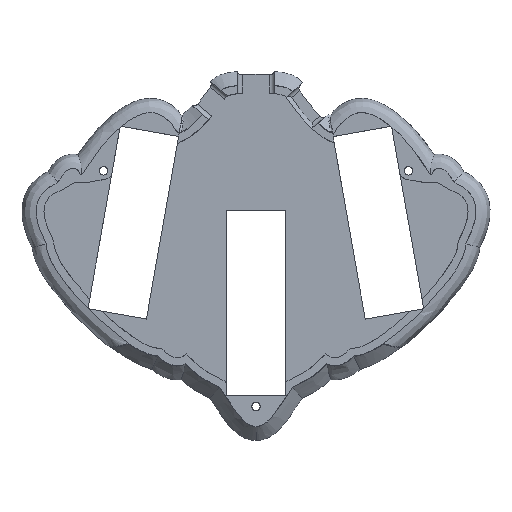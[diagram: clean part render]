
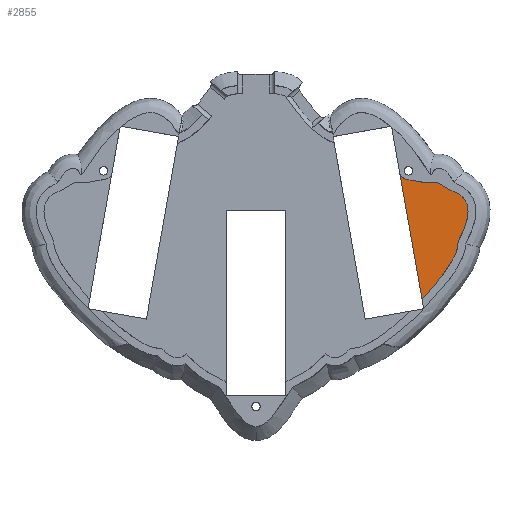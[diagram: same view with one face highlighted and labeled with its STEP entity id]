
A CAD part, top view. The second image highlights one B-rep face of the part: STEP entity #2855.
In plain terms, the highlighted planar face has unit normal (0, 0, 1).
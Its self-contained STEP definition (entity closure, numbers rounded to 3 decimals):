
#151=CIRCLE('',#2976,2.829);
#235=FACE_OUTER_BOUND('',#407,.T.);
#407=EDGE_LOOP('',(#2203,#2204,#2205,#2206,#2207,#2208,#2209));
#657=B_SPLINE_CURVE_WITH_KNOTS('',3,(#5611,#5612,#5613,#5614,#5615,#5616,
#5617,#5618,#5619,#5620,#5621,#5622,#5623),.UNSPECIFIED.,.F.,.F.,(4,3,3,
3,4),(-0.455,-0.265,-0.092,0.,0.015),
 .UNSPECIFIED.);
#658=B_SPLINE_CURVE_WITH_KNOTS('',3,(#5626,#5627,#5628,#5629,#5630,#5631,
#5632,#5633,#5634,#5635,#5636,#5637,#5638,#5639,#5640,#5641,#5642,#5643,
#5644),.UNSPECIFIED.,.F.,.F.,(4,3,3,3,3,3,4),(-1.01,-1.,-0.736,
-0.452,-0.066,0.,0.032),
 .UNSPECIFIED.);
#859=LINE('',#3414,#964);
#865=LINE('',#3443,#970);
#944=LINE('',#5538,#1049);
#951=LINE('',#5625,#1056);
#964=VECTOR('',#3073,10.);
#970=VECTOR('',#3087,10.);
#1049=VECTOR('',#3256,10.);
#1056=VECTOR('',#3271,10.);
#1074=VERTEX_POINT('',#3406);
#1075=VERTEX_POINT('',#3413);
#1081=VERTEX_POINT('',#3440);
#1082=VERTEX_POINT('',#3442);
#1084=VERTEX_POINT('',#3453);
#1235=VERTEX_POINT('',#5531);
#1238=VERTEX_POINT('',#5604);
#1368=EDGE_CURVE('',#1075,#1074,#859,.T.);
#1377=EDGE_CURVE('',#1082,#1081,#865,.T.);
#1381=EDGE_CURVE('',#1081,#1084,#151,.T.);
#1590=EDGE_CURVE('',#1084,#1235,#944,.T.);
#1600=EDGE_CURVE('',#1238,#1235,#657,.F.);
#1601=EDGE_CURVE('',#1082,#1074,#951,.F.);
#1602=EDGE_CURVE('',#1075,#1238,#658,.F.);
#2203=ORIENTED_EDGE('',*,*,#1368,.T.);
#2204=ORIENTED_EDGE('',*,*,#1601,.F.);
#2205=ORIENTED_EDGE('',*,*,#1377,.T.);
#2206=ORIENTED_EDGE('',*,*,#1381,.T.);
#2207=ORIENTED_EDGE('',*,*,#1590,.T.);
#2208=ORIENTED_EDGE('',*,*,#1600,.F.);
#2209=ORIENTED_EDGE('',*,*,#1602,.F.);
#2780=PLANE('',#3022);
#2855=ADVANCED_FACE('',(#235),#2780,.F.);
#2976=AXIS2_PLACEMENT_3D('',#3455,#3093,#3094);
#3022=AXIS2_PLACEMENT_3D('',#5624,#3269,#3270);
#3073=DIRECTION('',(-0.869,0.494,0.));
#3087=DIRECTION('',(-0.986,0.166,0.));
#3093=DIRECTION('center_axis',(0.,0.,-1.));
#3094=DIRECTION('ref_axis',(-1.,0.,0.));
#3256=DIRECTION('',(0.174,-0.985,0.));
#3269=DIRECTION('center_axis',(0.,0.,-1.));
#3270=DIRECTION('ref_axis',(-1.,0.,0.));
#3271=DIRECTION('',(-1.,-0.003,0.));
#3406=CARTESIAN_POINT('',(207.791,-76.771,-4.));
#3413=CARTESIAN_POINT('',(212.324,-79.347,-4.));
#3414=CARTESIAN_POINT('',(190.938,-67.194,-4.));
#3440=CARTESIAN_POINT('',(198.032,-75.79,-4.));
#3442=CARTESIAN_POINT('',(203.954,-76.784,-4.));
#3443=CARTESIAN_POINT('',(176.65,-72.201,-4.));
#3453=CARTESIAN_POINT('',(195.714,-73.491,-4.));
#3455=CARTESIAN_POINT('Origin',(198.5,-73.,-4.));
#5531=CARTESIAN_POINT('',(202.852,-113.972,-4.));
#5538=CARTESIAN_POINT('',(195.997,-75.095,-4.));
#5604=CARTESIAN_POINT('',(214.323,-95.649,-4.));
#5611=CARTESIAN_POINT('Ctrl Pts',(202.852,-113.973,-4.));
#5612=CARTESIAN_POINT('Ctrl Pts',(205.641,-111.032,-4.));
#5613=CARTESIAN_POINT('Ctrl Pts',(208.188,-108.011,-4.));
#5614=CARTESIAN_POINT('Ctrl Pts',(210.148,-105.245,-4.));
#5615=CARTESIAN_POINT('Ctrl Pts',(211.928,-102.733,-4.));
#5616=CARTESIAN_POINT('Ctrl Pts',(213.21,-100.425,-4.));
#5617=CARTESIAN_POINT('Ctrl Pts',(213.834,-98.592,-4.));
#5618=CARTESIAN_POINT('Ctrl Pts',(214.164,-97.623,-4.));
#5619=CARTESIAN_POINT('Ctrl Pts',(214.312,-96.795,-4.));
#5620=CARTESIAN_POINT('Ctrl Pts',(214.319,-96.121,-4.));
#5621=CARTESIAN_POINT('Ctrl Pts',(214.32,-95.964,-4.));
#5622=CARTESIAN_POINT('Ctrl Pts',(214.322,-95.806,-4.));
#5623=CARTESIAN_POINT('Ctrl Pts',(214.323,-95.649,-4.));
#5624=CARTESIAN_POINT('Origin',(150.,-100.,-4.));
#5625=CARTESIAN_POINT('',(178.105,-76.875,-4.));
#5626=CARTESIAN_POINT('Ctrl Pts',(214.323,-95.649,-4.));
#5627=CARTESIAN_POINT('Ctrl Pts',(214.395,-95.509,-4.));
#5628=CARTESIAN_POINT('Ctrl Pts',(214.466,-95.369,-4.));
#5629=CARTESIAN_POINT('Ctrl Pts',(214.538,-95.229,-4.));
#5630=CARTESIAN_POINT('Ctrl Pts',(216.285,-91.815,-4.));
#5631=CARTESIAN_POINT('Ctrl Pts',(217.136,-89.2,-4.));
#5632=CARTESIAN_POINT('Ctrl Pts',(217.393,-87.262,-4.));
#5633=CARTESIAN_POINT('Ctrl Pts',(217.668,-85.186,-4.));
#5634=CARTESIAN_POINT('Ctrl Pts',(217.339,-83.867,-4.));
#5635=CARTESIAN_POINT('Ctrl Pts',(216.792,-82.805,-4.));
#5636=CARTESIAN_POINT('Ctrl Pts',(216.049,-81.36,-4.));
#5637=CARTESIAN_POINT('Ctrl Pts',(214.813,-80.357,-4.));
#5638=CARTESIAN_POINT('Ctrl Pts',(213.472,-79.761,-4.));
#5639=CARTESIAN_POINT('Ctrl Pts',(213.242,-79.659,-4.));
#5640=CARTESIAN_POINT('Ctrl Pts',(213.008,-79.569,-4.));
#5641=CARTESIAN_POINT('Ctrl Pts',(212.769,-79.492,-4.));
#5642=CARTESIAN_POINT('Ctrl Pts',(212.621,-79.443,-4.));
#5643=CARTESIAN_POINT('Ctrl Pts',(212.473,-79.395,-4.));
#5644=CARTESIAN_POINT('Ctrl Pts',(212.324,-79.347,-4.));
